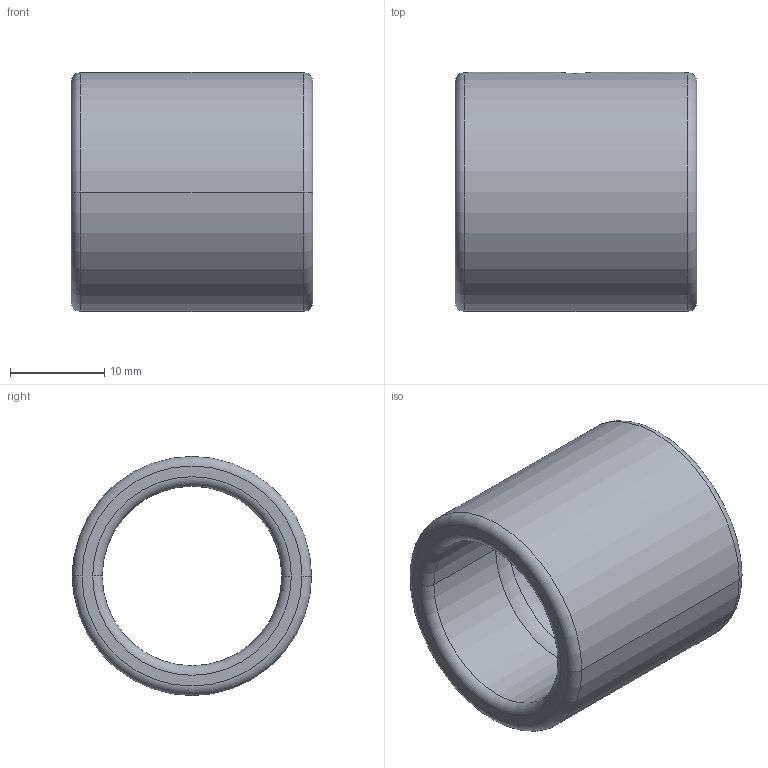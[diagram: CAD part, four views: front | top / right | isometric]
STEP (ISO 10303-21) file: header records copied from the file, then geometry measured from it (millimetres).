
FILE_DESCRIPTION(('starvars output'),'2;1');
FILE_NAME('TIN20707.stp','10:48:17 2014/10/23',( 'Thomas Industrial Network Germany GmbH'),( 'Thomas Industrial Network Germany GmbH'),'unknown preprocess','ACIS' ,'unknown authorization');
FILE_SCHEMA(('AUTOMOTIVE_DESIGN_CC2 {UNKNOWN IMPLEMENTATION LEVEL}'));
Length unit declared in the file: millimetre
Products named in the file (1): PRODUCT_ID_1
Bounding box: 25.65 x 25.38 x 25.38 mm (x, y, z)
Volume: 5418.2 mm3; surface area: 3947.7 mm2
Topology: 1 solids, 1 shells, 22 faces, 50 edges, 28 vertices
Faces by surface type: torus 12, cylinder 8, plane 2
Entity records: 896 total; most frequent: CARTESIAN_POINT 195, ORIENTED_EDGE 100, DIRECTION 85, EDGE_CURVE 50, AXIS2_PLACEMENT_3D 38, VERTEX_POINT 28, CIRCLE 27, EDGE_LOOP 24
